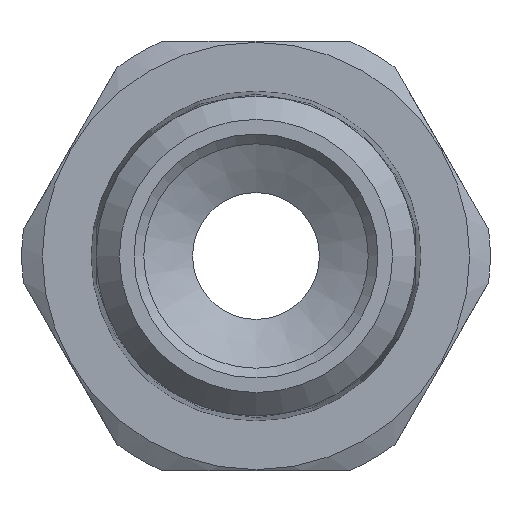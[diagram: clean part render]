
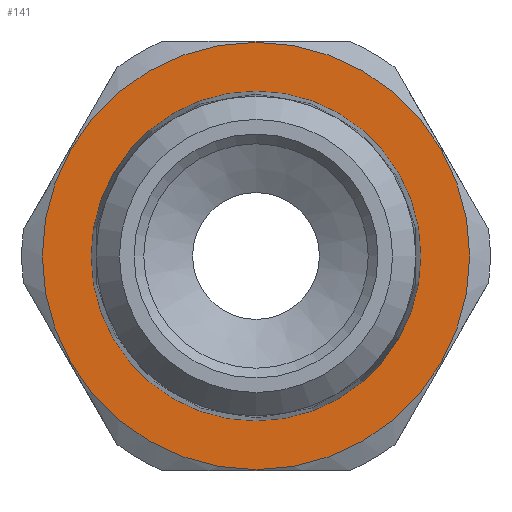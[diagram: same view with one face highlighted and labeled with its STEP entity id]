
A CAD part, front view. The second image highlights one B-rep face of the part: STEP entity #141.
In plain terms, the highlighted planar face has unit normal (0, -1, 0).
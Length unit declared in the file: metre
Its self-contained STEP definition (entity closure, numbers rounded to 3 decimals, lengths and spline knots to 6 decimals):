
#141 = ADVANCED_FACE( 'NONE', ( #312, #313 ), #314, .T. );
#312 = FACE_OUTER_BOUND( '', #487, .T. );
#313 = FACE_BOUND( '', #488, .T. );
#314 = PLANE( '', #489 );
#487 = EDGE_LOOP( '', ( #780 ) );
#488 = EDGE_LOOP( '', ( #781 ) );
#489 = AXIS2_PLACEMENT_3D( '', #782, #783, #784 );
#780 = ORIENTED_EDGE( '', *, *, #923, .T. );
#781 = ORIENTED_EDGE( '', *, *, #925, .F. );
#782 = CARTESIAN_POINT( '', ( 0.00845, -0.0226, 0. ) );
#783 = DIRECTION( '', ( 0., -1., 0. ) );
#784 = DIRECTION( '', ( 0., 0., -1. ) );
#923 = EDGE_CURVE( 'NONE', #1088, #1088, #1089, .T. );
#925 = EDGE_CURVE( 'NONE', #1091, #1091, #1092, .T. );
#1088 = VERTEX_POINT( '', #1334 );
#1089 = CIRCLE( '', #1335, 0.01095 );
#1091 = VERTEX_POINT( '', #1337 );
#1092 = CIRCLE( '', #1338, 0.00845 );
#1334 = CARTESIAN_POINT( '', ( 0., -0.0226, -0.01095 ) );
#1335 = AXIS2_PLACEMENT_3D( '', #1535, #1536, #1537 );
#1337 = CARTESIAN_POINT( '', ( 0., -0.0226, -0.00845 ) );
#1338 = AXIS2_PLACEMENT_3D( '', #1538, #1539, #1540 );
#1535 = CARTESIAN_POINT( '', ( 0., -0.0226, 0. ) );
#1536 = DIRECTION( '', ( 0., -1., 0. ) );
#1537 = DIRECTION( '', ( 0., 0., -1. ) );
#1538 = CARTESIAN_POINT( '', ( 0., -0.0226, 0. ) );
#1539 = DIRECTION( '', ( 0., -1., 0. ) );
#1540 = DIRECTION( '', ( 0., 0., -1. ) );
